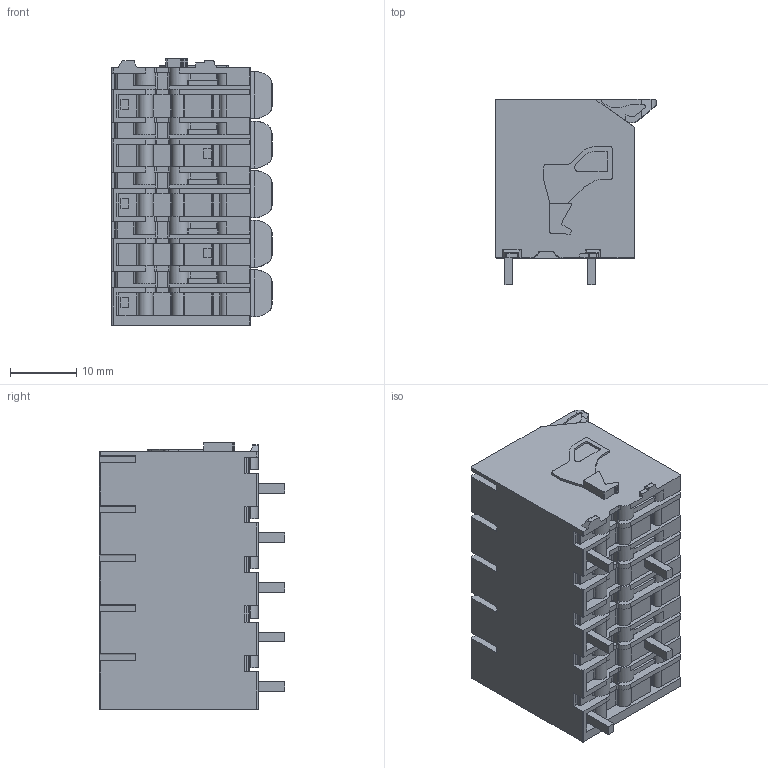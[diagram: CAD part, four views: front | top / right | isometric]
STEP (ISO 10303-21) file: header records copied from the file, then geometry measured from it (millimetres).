
FILE_DESCRIPTION( ( 'STEP AP214' ), '1' );
FILE_NAME( '2606-1105_020-000.stp', '2021-05-18T09:09:46', ( 'License CC BY-ND 4.0' ), ( 'CADENAS' ), ' ', 'PARTsolutions', ' ' );
FILE_SCHEMA( ( 'AUTOMOTIVE_DESIGN { 1 0 10303 214 1 1 1 1 }' ) );
Length unit declared in the file: millimetre
Products named in the file (1): _2606-1105/020-000
Bounding box: 24.3 x 28 x 40.35 mm (x, y, z)
Volume: 17825.4 mm3; surface area: 7796.1 mm2
Topology: 1 solids, 1 shells, 1057 faces, 3017 edges, 1977 vertices
Faces by surface type: plane 627, cylinder 390, cone 40
Full cylindrical faces by diameter (mm): 2.2 x10
Entity records: 43314 total; most frequent: CARTESIAN_POINT 6815, ORIENTED_EDGE 5994, DIRECTION 5850, EDGE_CURVE 2997, LINE 1990, VECTOR 1990, VERTEX_POINT 1967, AXIS2_PLACEMENT_3D 1930
